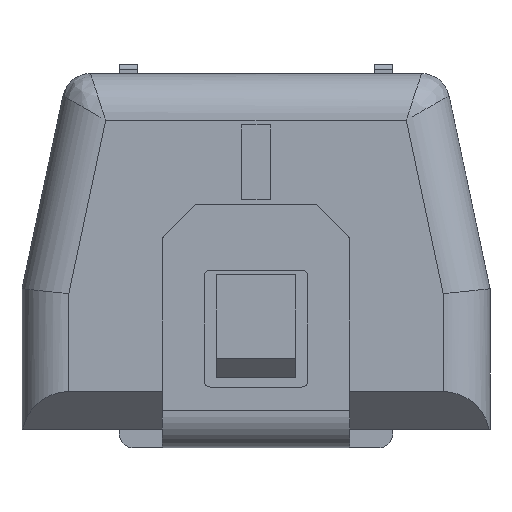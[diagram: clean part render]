
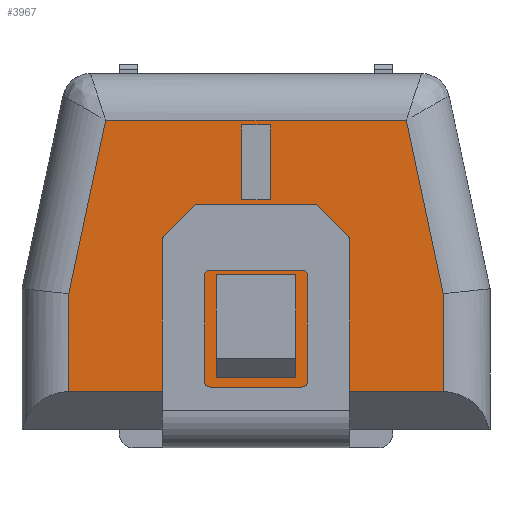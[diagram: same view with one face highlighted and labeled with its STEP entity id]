
A CAD part, left-side view. The second image highlights one B-rep face of the part: STEP entity #3967.
In plain terms, the highlighted planar face has unit normal (-1, 0, 0).
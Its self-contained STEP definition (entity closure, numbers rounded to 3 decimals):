
#32=FACE_BOUND('',#554,.T.);
#33=FACE_BOUND('',#555,.T.);
#337=FACE_OUTER_BOUND('',#553,.T.);
#553=EDGE_LOOP('',(#2925,#2926,#2927,#2928,#2929,#2930));
#554=EDGE_LOOP('',(#2931,#2932,#2933,#2934));
#555=EDGE_LOOP('',(#2935,#2936,#2937,#2938));
#706=LINE('',#5686,#1150);
#709=LINE('',#5691,#1153);
#715=LINE('',#5705,#1159);
#719=LINE('',#5712,#1163);
#720=LINE('',#5715,#1164);
#722=LINE('',#5718,#1166);
#723=LINE('',#5721,#1167);
#726=LINE('',#5726,#1170);
#774=LINE('',#5893,#1218);
#776=LINE('',#5899,#1220);
#818=LINE('',#6055,#1262);
#820=LINE('',#6062,#1264);
#836=LINE('',#6101,#1280);
#838=LINE('',#6104,#1282);
#1150=VECTOR('',#4512,10.);
#1153=VECTOR('',#4517,10.);
#1159=VECTOR('',#4527,10.);
#1163=VECTOR('',#4533,10.);
#1164=VECTOR('',#4536,10.);
#1166=VECTOR('',#4540,10.);
#1167=VECTOR('',#4543,10.);
#1170=VECTOR('',#4548,10.);
#1218=VECTOR('',#4652,10.);
#1220=VECTOR('',#4658,10.);
#1262=VECTOR('',#4752,10.);
#1264=VECTOR('',#4760,10.);
#1280=VECTOR('',#4794,10.);
#1282=VECTOR('',#4798,10.);
#1593=VERTEX_POINT('',#5683);
#1594=VERTEX_POINT('',#5685);
#1595=VERTEX_POINT('',#5689);
#1600=VERTEX_POINT('',#5702);
#1601=VERTEX_POINT('',#5704);
#1603=VERTEX_POINT('',#5710);
#1604=VERTEX_POINT('',#5714);
#1605=VERTEX_POINT('',#5720);
#1630=VERTEX_POINT('',#5821);
#1647=VERTEX_POINT('',#5889);
#1649=VERTEX_POINT('',#5897);
#1684=VERTEX_POINT('',#6048);
#1687=VERTEX_POINT('',#6053);
#1689=VERTEX_POINT('',#6060);
#1984=EDGE_CURVE('',#1594,#1593,#706,.T.);
#1987=EDGE_CURVE('',#1593,#1595,#709,.T.);
#1993=EDGE_CURVE('',#1601,#1600,#715,.T.);
#1997=EDGE_CURVE('',#1600,#1603,#719,.T.);
#1998=EDGE_CURVE('',#1604,#1594,#720,.T.);
#2000=EDGE_CURVE('',#1595,#1604,#722,.T.);
#2001=EDGE_CURVE('',#1605,#1601,#723,.T.);
#2004=EDGE_CURVE('',#1603,#1605,#726,.T.);
#2062=EDGE_CURVE('',#1647,#1630,#774,.T.);
#2065=EDGE_CURVE('',#1649,#1647,#776,.T.);
#2118=EDGE_CURVE('',#1687,#1684,#818,.T.);
#2122=EDGE_CURVE('',#1689,#1687,#820,.T.);
#2143=EDGE_CURVE('',#1684,#1649,#836,.T.);
#2145=EDGE_CURVE('',#1630,#1689,#838,.T.);
#2925=ORIENTED_EDGE('',*,*,#2118,.F.);
#2926=ORIENTED_EDGE('',*,*,#2122,.F.);
#2927=ORIENTED_EDGE('',*,*,#2145,.F.);
#2928=ORIENTED_EDGE('',*,*,#2062,.F.);
#2929=ORIENTED_EDGE('',*,*,#2065,.F.);
#2930=ORIENTED_EDGE('',*,*,#2143,.F.);
#2931=ORIENTED_EDGE('',*,*,#1987,.T.);
#2932=ORIENTED_EDGE('',*,*,#2000,.T.);
#2933=ORIENTED_EDGE('',*,*,#1998,.T.);
#2934=ORIENTED_EDGE('',*,*,#1984,.T.);
#2935=ORIENTED_EDGE('',*,*,#2001,.T.);
#2936=ORIENTED_EDGE('',*,*,#1993,.T.);
#2937=ORIENTED_EDGE('',*,*,#1997,.T.);
#2938=ORIENTED_EDGE('',*,*,#2004,.T.);
#3814=PLANE('',#4234);
#3967=ADVANCED_FACE('',(#337,#32,#33),#3814,.T.);
#4234=AXIS2_PLACEMENT_3D('',#6144,#4853,#4854);
#4512=DIRECTION('',(0.,-1.,0.));
#4517=DIRECTION('',(0.,0.,-1.));
#4527=DIRECTION('',(0.,1.,0.));
#4533=DIRECTION('',(0.,0.,1.));
#4536=DIRECTION('',(0.,0.,1.));
#4540=DIRECTION('',(0.,1.,0.));
#4543=DIRECTION('',(0.,0.,-1.));
#4548=DIRECTION('',(0.,-1.,0.));
#4652=DIRECTION('',(0.,-1.,0.));
#4658=DIRECTION('',(0.,-0.208,0.978));
#4752=DIRECTION('',(0.,1.,0.));
#4760=DIRECTION('',(0.,0.,-1.));
#4794=DIRECTION('',(0.,0.,1.));
#4798=DIRECTION('',(0.,-0.208,-0.978));
#4853=DIRECTION('center_axis',(-1.,0.,0.));
#4854=DIRECTION('ref_axis',(0.,-1.,0.));
#5683=CARTESIAN_POINT('',(-4.5,-0.15,3.25));
#5685=CARTESIAN_POINT('',(-4.5,0.15,3.25));
#5686=CARTESIAN_POINT('',(-4.5,1.325,3.25));
#5689=CARTESIAN_POINT('',(-4.5,-0.15,2.45));
#5691=CARTESIAN_POINT('',(-4.5,-0.15,1.625));
#5702=CARTESIAN_POINT('',(-4.5,0.425,0.55));
#5704=CARTESIAN_POINT('',(-4.5,-0.425,0.55));
#5705=CARTESIAN_POINT('',(-4.5,1.038,0.55));
#5710=CARTESIAN_POINT('',(-4.5,0.425,1.65));
#5712=CARTESIAN_POINT('',(-4.5,0.425,0.275));
#5714=CARTESIAN_POINT('',(-4.5,0.15,2.45));
#5715=CARTESIAN_POINT('',(-4.5,0.15,1.225));
#5718=CARTESIAN_POINT('',(-4.5,1.175,2.45));
#5720=CARTESIAN_POINT('',(-4.5,-0.425,1.65));
#5721=CARTESIAN_POINT('',(-4.5,-0.425,0.825));
#5726=CARTESIAN_POINT('',(-4.5,1.463,1.65));
#5821=CARTESIAN_POINT('',(-4.5,-1.606,3.3));
#5889=CARTESIAN_POINT('',(-4.5,1.606,3.3));
#5893=CARTESIAN_POINT('',(-4.5,0.244,3.3));
#5897=CARTESIAN_POINT('',(-4.5,2.,1.447));
#5899=CARTESIAN_POINT('',(-4.5,1.919,1.828));
#6048=CARTESIAN_POINT('',(-4.5,2.,0.4));
#6053=CARTESIAN_POINT('',(-4.5,-2.,0.4));
#6055=CARTESIAN_POINT('',(-4.5,1.25,0.4));
#6060=CARTESIAN_POINT('',(-4.5,-2.,1.447));
#6062=CARTESIAN_POINT('',(-4.5,-2.,0.));
#6101=CARTESIAN_POINT('',(-4.5,2.,0.));
#6104=CARTESIAN_POINT('',(-4.5,-2.055,1.187));
#6144=CARTESIAN_POINT('Origin',(-4.5,2.5,0.));
